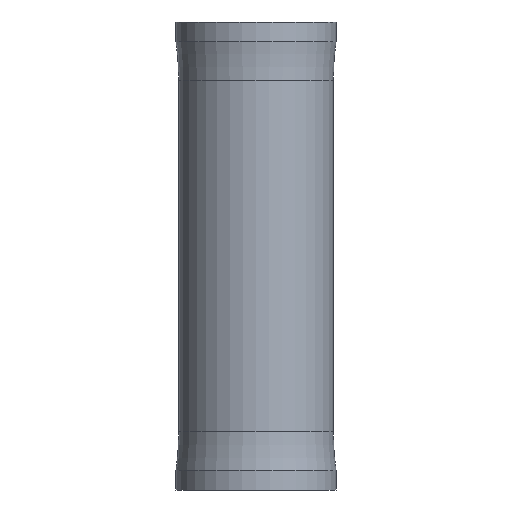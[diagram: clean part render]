
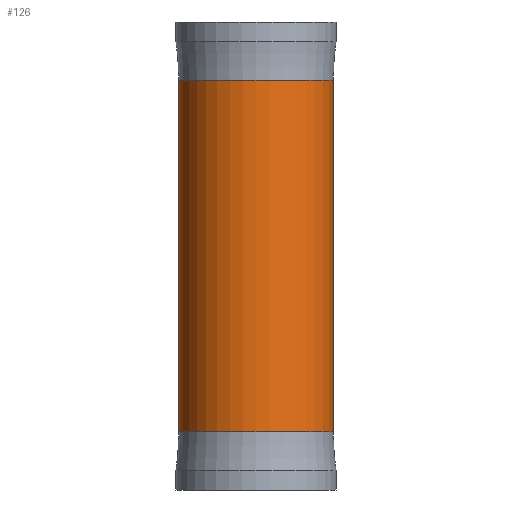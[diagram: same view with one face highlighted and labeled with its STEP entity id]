
A CAD part, front view. The second image highlights one B-rep face of the part: STEP entity #126.
In plain terms, the highlighted cylindrical face has radius 19.837 mm (diameter 39.675 mm), a partial arc.
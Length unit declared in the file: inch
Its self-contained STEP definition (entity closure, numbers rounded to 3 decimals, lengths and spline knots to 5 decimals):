
#55 = CARTESIAN_POINT ( 'NONE',  ( 0., 0., -4.13554 ) ) ;
#68 = VERTEX_POINT ( 'NONE', #314 ) ;
#70 = VECTOR ( 'NONE', #155, 39.37008 ) ;
#73 = VERTEX_POINT ( 'NONE', #86 ) ;
#75 = EDGE_CURVE ( 'NONE', #133, #218, #192, .T. ) ;
#77 = DIRECTION ( 'NONE',  ( 1., 0., 0. ) ) ;
#82 = ORIENTED_EDGE ( 'NONE', *, *, #212, .T. ) ;
#86 = CARTESIAN_POINT ( 'NONE',  ( 0.781, 0., -4.13554 ) ) ;
#112 = DIRECTION ( 'NONE',  ( 0., 0., 1. ) ) ;
#116 = AXIS2_PLACEMENT_3D ( 'NONE', #55, #270, #478 ) ;
#119 = ORIENTED_EDGE ( 'NONE', *, *, #628, .T. ) ;
#126 = ADVANCED_FACE ( 'NONE', ( #278 ), #220, .T. ) ;
#133 = VERTEX_POINT ( 'NONE', #161 ) ;
#135 = ORIENTED_EDGE ( 'NONE', *, *, #75, .F. ) ;
#151 = CIRCLE ( 'NONE', #116, 0.781 ) ;
#155 = DIRECTION ( 'NONE',  ( 0., 0., 1. ) ) ;
#161 = CARTESIAN_POINT ( 'NONE',  ( -0.781, 0., -4.13554 ) ) ;
#192 = LINE ( 'NONE', #563, #70 ) ;
#202 = VECTOR ( 'NONE', #112, 39.37008 ) ;
#212 = EDGE_CURVE ( 'NONE', #73, #68, #568, .T. ) ;
#218 = VERTEX_POINT ( 'NONE', #328 ) ;
#220 = CYLINDRICAL_SURFACE ( 'NONE', #477, 0.781 ) ;
#246 = EDGE_CURVE ( 'NONE', #68, #218, #515, .T. ) ;
#269 = ORIENTED_EDGE ( 'NONE', *, *, #246, .T. ) ;
#270 = DIRECTION ( 'NONE',  ( 0., 0., 1. ) ) ;
#278 = FACE_OUTER_BOUND ( 'NONE', #588, .T. ) ;
#314 = CARTESIAN_POINT ( 'NONE',  ( 0.781, 0., -0.58846 ) ) ;
#328 = CARTESIAN_POINT ( 'NONE',  ( -0.781, 0., -0.58846 ) ) ;
#426 = DIRECTION ( 'NONE',  ( 1., 0., 0. ) ) ;
#441 = DIRECTION ( 'NONE',  ( 0., 0., -1. ) ) ;
#477 = AXIS2_PLACEMENT_3D ( 'NONE', #523, #520, #426 ) ;
#478 = DIRECTION ( 'NONE',  ( -1., 0., 0. ) ) ;
#492 = CARTESIAN_POINT ( 'NONE',  ( 0., 0., -0.58846 ) ) ;
#515 = CIRCLE ( 'NONE', #597, 0.781 ) ;
#520 = DIRECTION ( 'NONE',  ( 0., 0., 1. ) ) ;
#523 = CARTESIAN_POINT ( 'NONE',  ( 0., 0., -7.01078 ) ) ;
#563 = CARTESIAN_POINT ( 'NONE',  ( -0.781, 0., -7.01078 ) ) ;
#568 = LINE ( 'NONE', #624, #202 ) ;
#588 = EDGE_LOOP ( 'NONE', ( #135, #119, #82, #269 ) ) ;
#597 = AXIS2_PLACEMENT_3D ( 'NONE', #492, #441, #77 ) ;
#624 = CARTESIAN_POINT ( 'NONE',  ( 0.781, 0., -7.01078 ) ) ;
#628 = EDGE_CURVE ( 'NONE', #133, #73, #151, .T. ) ;
